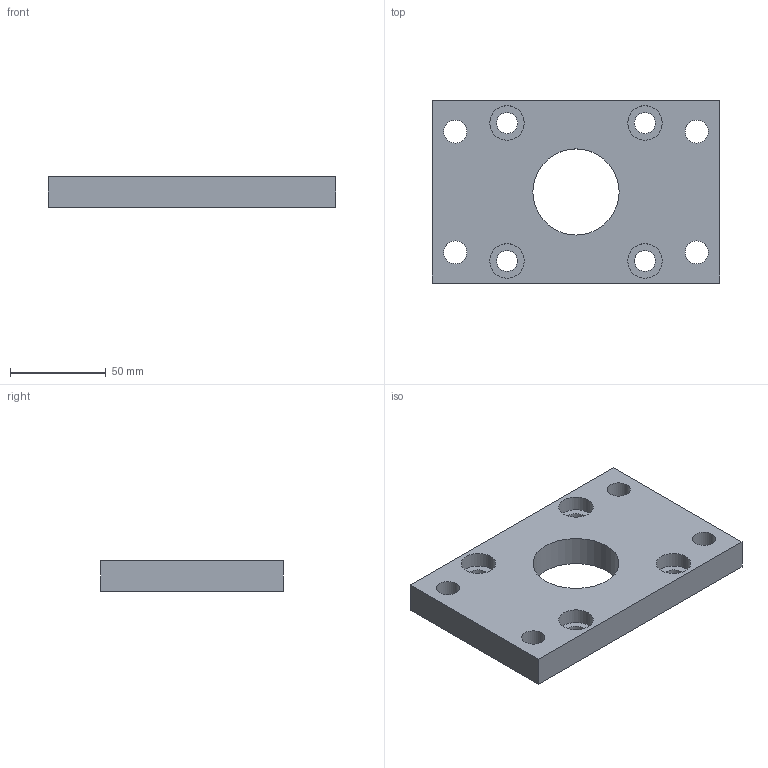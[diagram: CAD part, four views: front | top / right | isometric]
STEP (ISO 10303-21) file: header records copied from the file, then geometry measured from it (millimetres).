
FILE_DESCRIPTION((''),'2;1');
FILE_NAME('1500_80_03F.stp','2007-02-26T14:09:18',('valotma1'),(''),'Autodesk Inventor 11','Autodesk Inventor 11','');
FILE_SCHEMA(('AUTOMOTIVE_DESIGN { 1 0 10303 214 1 1 1 1 }'));
Length unit declared in the file: millimetre
Products named in the file (1): 1500_80_03F
Bounding box: 150 x 95 x 16 mm (x, y, z)
Volume: 184133.6 mm3; surface area: 39082.9 mm2
Topology: 1 solids, 1 shells, 23 faces, 55 edges, 38 vertices
Faces by surface type: bspline 16, plane 6, cylinder 1
Full cylindrical faces by diameter (mm): 45 x1
Entity records: 801 total; most frequent: CARTESIAN_POINT 312, DIRECTION 80, ORIENTED_EDGE 76, EDGE_LOOP 58, EDGE_CURVE 38, FACE_BOUND 35, AXIS2_PLACEMENT_3D 34, VERTEX_POINT 34
